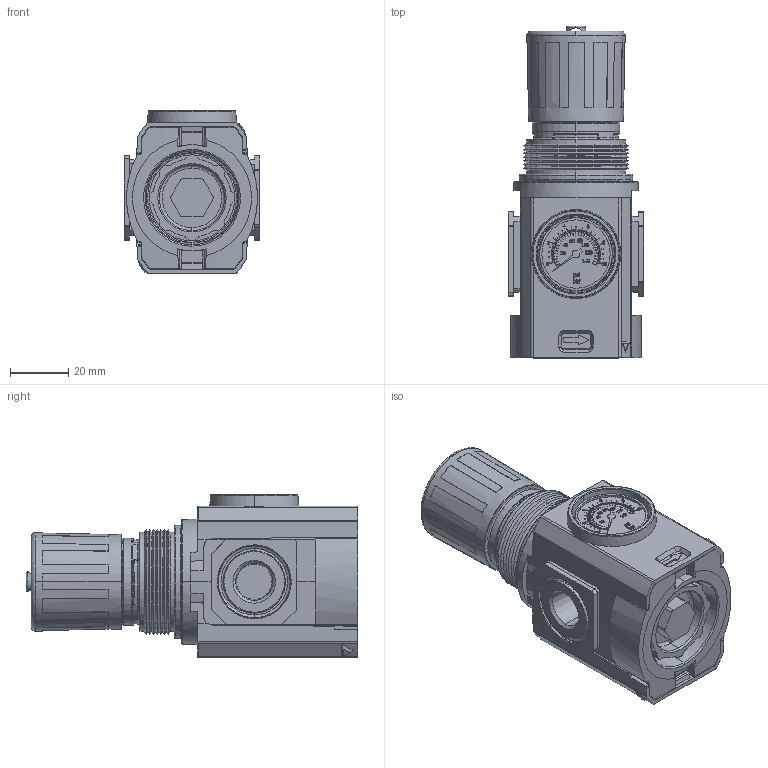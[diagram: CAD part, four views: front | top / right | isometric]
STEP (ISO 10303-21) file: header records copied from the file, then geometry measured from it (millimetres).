
FILE_DESCRIPTION (( 'STEP AP203' ), '1' );
FILE_NAME ('R82G-2AK-RMG.step', '2021-09-07T17:31:04', ( '' ), ( '' ), 'SwSTEP 2.0', 'SolidWorks 2021', '' );
FILE_SCHEMA (( 'CONFIG_CONTROL_DESIGN' ));
Length unit declared in the file: inch
Products named in the file (1): R82G-2AK-RMG
Bounding box: 46.5 x 114.1 x 56 mm (x, y, z)
Volume: 146368.6 mm3; surface area: 55970.5 mm2
Topology: 5 solids, 5 shells, 2163 faces, 5963 edges, 3921 vertices
Faces by surface type: cylinder 1066, plane 770, cone 165, bspline 158, torus 4
Entity records: 74387 total; most frequent: CARTESIAN_POINT 18700, ORIENTED_EDGE 11926, DIRECTION 11899, EDGE_CURVE 5963, AXIS2_PLACEMENT_3D 4507, VERTEX_POINT 3921, LINE 2885, VECTOR 2885
